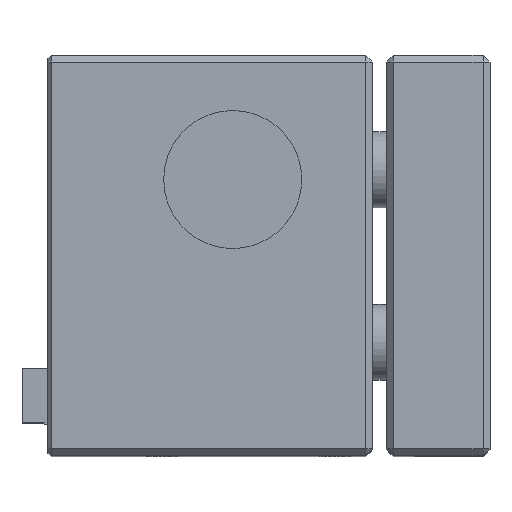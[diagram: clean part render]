
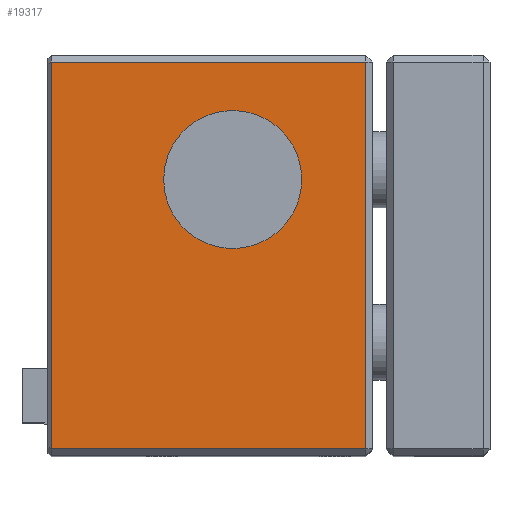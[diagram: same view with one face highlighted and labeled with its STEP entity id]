
A CAD part, top view. The second image highlights one B-rep face of the part: STEP entity #19317.
In plain terms, the highlighted planar face has unit normal (0, 0, 1).
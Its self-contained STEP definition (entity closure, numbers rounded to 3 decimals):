
#906=CIRCLE('',#20831,10.);
#1002=FACE_BOUND('',#2995,.T.);
#1941=FACE_OUTER_BOUND('',#2994,.T.);
#2994=EDGE_LOOP('',(#16888,#16889,#16890,#16891));
#2995=EDGE_LOOP('',(#16892));
#5079=LINE('',#34876,#7207);
#5123=LINE('',#35086,#7251);
#5124=LINE('',#35089,#7252);
#5125=LINE('',#35090,#7253);
#7207=VECTOR('',#25444,10.);
#7251=VECTOR('',#25654,10.);
#7252=VECTOR('',#25657,10.);
#7253=VECTOR('',#25658,10.);
#8990=VERTEX_POINT('',#34851);
#8995=VERTEX_POINT('',#34870);
#9053=VERTEX_POINT('',#35084);
#9054=VERTEX_POINT('',#35088);
#9055=VERTEX_POINT('',#35091);
#11600=EDGE_CURVE('',#8990,#8995,#5079,.T.);
#11691=EDGE_CURVE('',#9053,#8990,#5123,.T.);
#11692=EDGE_CURVE('',#9054,#9053,#5124,.T.);
#11693=EDGE_CURVE('',#9054,#8995,#5125,.T.);
#11694=EDGE_CURVE('',#9055,#9055,#906,.T.);
#16888=ORIENTED_EDGE('',*,*,#11691,.F.);
#16889=ORIENTED_EDGE('',*,*,#11692,.F.);
#16890=ORIENTED_EDGE('',*,*,#11693,.T.);
#16891=ORIENTED_EDGE('',*,*,#11600,.F.);
#16892=ORIENTED_EDGE('',*,*,#11694,.F.);
#17899=PLANE('',#20830);
#19317=ADVANCED_FACE('',(#1941,#1002),#17899,.T.);
#20830=AXIS2_PLACEMENT_3D('',#35087,#25655,#25656);
#20831=AXIS2_PLACEMENT_3D('',#35092,#25659,#25660);
#25444=DIRECTION('',(0.,1.,0.));
#25654=DIRECTION('',(-1.,0.,0.));
#25655=DIRECTION('center_axis',(0.,0.,
1.));
#25656=DIRECTION('ref_axis',(1.,0.,0.));
#25657=DIRECTION('',(0.,-1.,0.));
#25658=DIRECTION('',(-1.,0.,0.));
#25659=DIRECTION('center_axis',(0.,0.,
1.));
#25660=DIRECTION('ref_axis',(-1.,0.,0.));
#34851=CARTESIAN_POINT('',(-10.845,-0.53,1.071));
#34870=CARTESIAN_POINT('',(-10.845,55.47,1.071));
#34876=CARTESIAN_POINT('',(-10.845,13.47,1.071));
#35084=CARTESIAN_POINT('',(34.655,-0.53,1.071));
#35086=CARTESIAN_POINT('',(-9.345,-0.53,1.071));
#35087=CARTESIAN_POINT('Origin',(17.655,27.47,1.071));
#35088=CARTESIAN_POINT('',(34.655,55.47,1.071));
#35089=CARTESIAN_POINT('',(34.655,12.97,1.071));
#35090=CARTESIAN_POINT('',(-9.345,55.47,1.071));
#35091=CARTESIAN_POINT('',(25.405,38.47,1.071));
#35092=CARTESIAN_POINT('Origin',(15.405,38.47,1.071));
